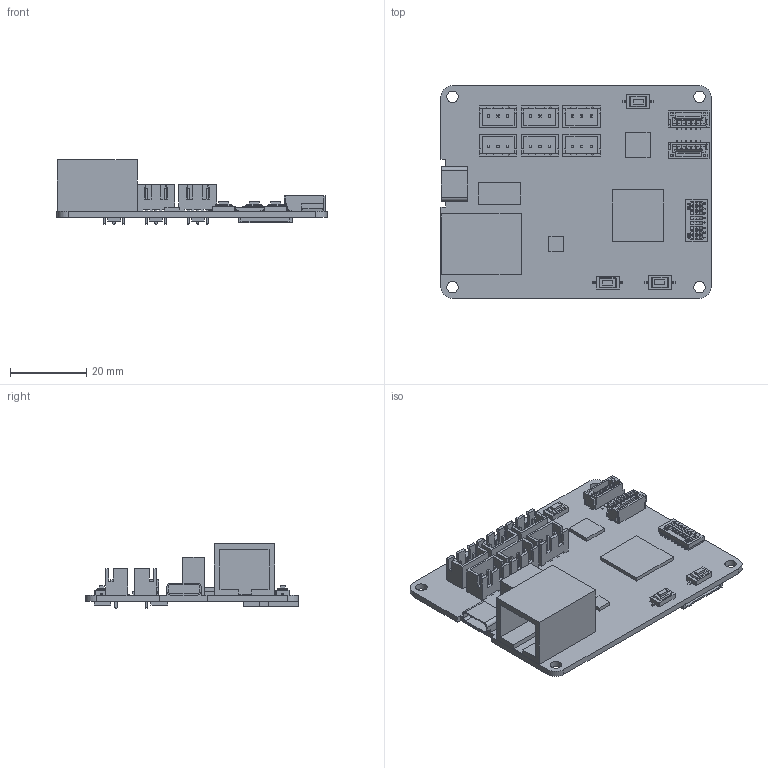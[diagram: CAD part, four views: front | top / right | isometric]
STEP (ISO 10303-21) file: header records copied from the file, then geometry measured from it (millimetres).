
FILE_DESCRIPTION(/* description */ (''),/* implementation_level */ '2;1');
FILE_NAME(/* name */ 'VB-ETH-CAN.stp',/* time_stamp */ '2025-01-07T23:00:38+03:00',/* author */ ('Home'),/* organization */ (''),/* preprocessor_version */ 'ST-DEVELOPER v18.1',/* originating_system */ 'Autodesk Inventor 2022',/* authorisation */ '');
FILE_SCHEMA (('AUTOMOTIVE_DESIGN { 1 0 10303 214 3 1 1 }'));
Length unit declared in the file: millimetre
Products named in the file (6): VB-ETH-CAN; eth-can; XH-3A; B06MB-GHS-TBT; G73_button; DIPSwitchSOJ08
Assembly tree (13 placements, depth 2):
  VB-ETH-CAN
    eth-can
    XH-3A  x6
    B06MB-GHS-TBT  x2
    G73_button  x3
    DIPSwitchSOJ08
Bounding box: 71 x 56 x 16.9 mm (x, y, z)
Volume: 11055.1 mm3; surface area: 15941.1 mm2
Topology: 45 solids, 45 shells, 1861 faces, 5000 edges, 3318 vertices
Faces by surface type: plane 1673, cylinder 176, cone 12
Full cylindrical faces by diameter (mm): 0.85 x18, 1 x18, 3 x4
Entity records: 33237 total; most frequent: CARTESIAN_POINT 6841, ORIENTED_EDGE 5454, DIRECTION 4878, EDGE_CURVE 2727, LINE 2394, VECTOR 2394, VERTEX_POINT 1852, AXIS2_PLACEMENT_3D 1242
